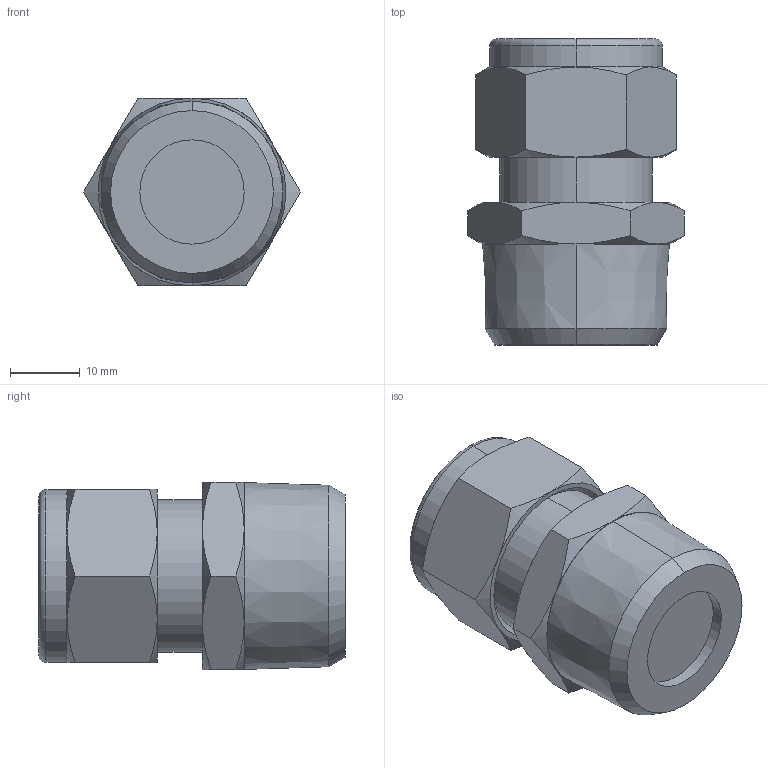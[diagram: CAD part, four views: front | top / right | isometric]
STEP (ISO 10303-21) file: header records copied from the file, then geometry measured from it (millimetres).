
FILE_DESCRIPTION (( 'STEP AP214' ), '1' );
FILE_NAME ('1048000019.step', '2013-02-25T17:16:25', ( '' ), ( '' ), 'SwSTEP 2.0', 'SolidWorks 2012', '' );
FILE_SCHEMA (( 'AUTOMOTIVE_DESIGN' ));
Length unit declared in the file: millimetre
Products named in the file (1): 1048000019
Bounding box: 31.18 x 44 x 27 mm (x, y, z)
Volume: 22213.3 mm3; surface area: 5227.5 mm2
Topology: 1 solids, 1 shells, 57 faces, 122 edges, 72 vertices
Faces by surface type: cone 28, plane 19, cylinder 8, torus 2
Entity records: 2377 total; most frequent: CARTESIAN_POINT 536, ORIENTED_EDGE 244, DIRECTION 242, EDGE_CURVE 122, AXIS2_PLACEMENT_3D 106, VERTEX_POINT 72, EDGE_LOOP 62, UNCERTAINTY_MEASURE_WITH_UNIT 60
